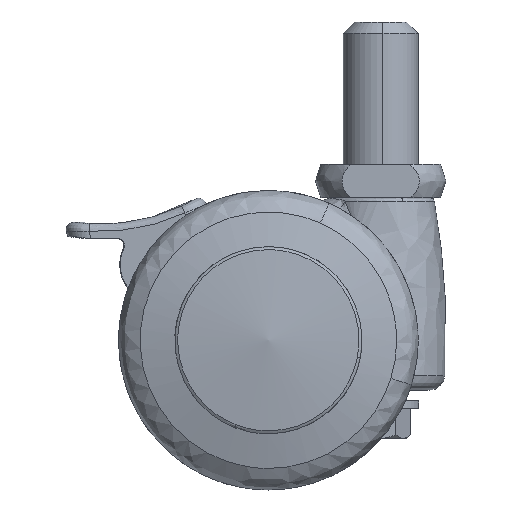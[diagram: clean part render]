
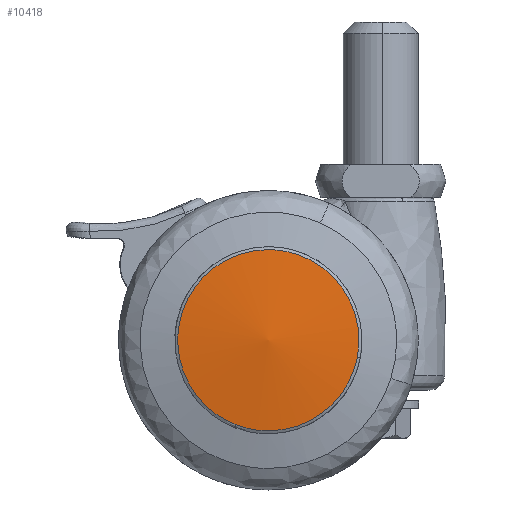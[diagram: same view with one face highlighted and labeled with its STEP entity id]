
A CAD part, front view. The second image highlights one B-rep face of the part: STEP entity #10418.
In plain terms, the highlighted free-form (B-spline) face has degree [2, 2] with [4, 4] control points.
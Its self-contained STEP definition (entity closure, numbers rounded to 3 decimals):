
#8273=CARTESIAN_POINT('',(-4.307,-20.789,-11.307));
#8274=VERTEX_POINT('',#8273);
#8288=CARTESIAN_POINT('',(0.0,-20.789,12.099));
#8289=VERTEX_POINT('',#8288);
#8290=CARTESIAN_POINT('',(0.0,-20.789,12.099));
#8291=CARTESIAN_POINT('',(-12.099,-20.789,12.099));
#8292=CARTESIAN_POINT('',(-12.099,-20.789,0.));
#8293=CARTESIAN_POINT('',(-12.099,-20.789,-8.339));
#8294=CARTESIAN_POINT('',(-4.307,-20.789,-11.307));
#8302=(BOUNDED_CURVE()B_SPLINE_CURVE(2,(#8290,#8291,#8292,#8293,#8294),.UNSPECIFIED.,.F.,.U.)B_SPLINE_CURVE_WITH_KNOTS((3,2,3),(0.0,0.25,0.44),.UNSPECIFIED.)CURVE()GEOMETRIC_REPRESENTATION_ITEM()RATIONAL_B_SPLINE_CURVE((1.0,0.707,1.0,0.778,0.893))REPRESENTATION_ITEM(''));
#8303=EDGE_CURVE('',#8289,#8274,#8302,.T.);
#8305=CARTESIAN_POINT('',(11.885,-20.789,-2.267));
#8306=VERTEX_POINT('',#8305);
#8307=CARTESIAN_POINT('',(11.885,-20.789,-2.267));
#8308=CARTESIAN_POINT('',(12.099,-20.789,-1.144));
#8309=CARTESIAN_POINT('',(12.099,-20.789,0.));
#8310=CARTESIAN_POINT('',(12.099,-20.789,12.099));
#8311=CARTESIAN_POINT('',(0.0,-20.789,12.099));
#8319=(BOUNDED_CURVE()B_SPLINE_CURVE(2,(#8307,#8308,#8309,#8310,#8311),.UNSPECIFIED.,.F.,.U.)B_SPLINE_CURVE_WITH_KNOTS((3,2,3),(0.718,0.75,1.0),.UNSPECIFIED.)CURVE()GEOMETRIC_REPRESENTATION_ITEM()RATIONAL_B_SPLINE_CURVE((0.934,0.962,1.0,0.707,1.0))REPRESENTATION_ITEM(''));
#8320=EDGE_CURVE('',#8306,#8289,#8319,.T.);
#8365=CARTESIAN_POINT('',(0.0,-20.789,-12.099));
#8366=VERTEX_POINT('',#8365);
#8367=CARTESIAN_POINT('',(0.0,-20.789,-12.099));
#8368=CARTESIAN_POINT('',(10.009,-20.789,-12.099));
#8369=CARTESIAN_POINT('',(11.885,-20.789,-2.267));
#8377=(BOUNDED_CURVE()B_SPLINE_CURVE(2,(#8367,#8368,#8369),.UNSPECIFIED.,.F.,.U.)B_SPLINE_CURVE_WITH_KNOTS((3,3),(0.5,0.718),.UNSPECIFIED.)CURVE()GEOMETRIC_REPRESENTATION_ITEM()RATIONAL_B_SPLINE_CURVE((1.0,0.745,0.934))REPRESENTATION_ITEM(''));
#8378=EDGE_CURVE('',#8366,#8306,#8377,.T.);
#8380=CARTESIAN_POINT('',(-4.307,-20.789,-11.307));
#8381=CARTESIAN_POINT('',(-2.226,-20.789,-12.099));
#8382=CARTESIAN_POINT('',(0.0,-20.789,-12.099));
#8390=(BOUNDED_CURVE()B_SPLINE_CURVE(2,(#8380,#8381,#8382),.UNSPECIFIED.,.F.,.U.)B_SPLINE_CURVE_WITH_KNOTS((3,3),(0.44,0.5),.UNSPECIFIED.)CURVE()GEOMETRIC_REPRESENTATION_ITEM()RATIONAL_B_SPLINE_CURVE((0.893,0.929,1.0))REPRESENTATION_ITEM(''));
#8391=EDGE_CURVE('',#8274,#8366,#8390,.T.);
#10388=CARTESIAN_POINT('',(-13.123,-19.111,-13.123));
#10389=CARTESIAN_POINT('',(-6.64,-20.538,-13.28));
#10390=CARTESIAN_POINT('',(6.64,-20.538,-13.28));
#10391=CARTESIAN_POINT('',(13.122,-19.111,-13.123));
#10392=CARTESIAN_POINT('',(-13.28,-20.538,-6.64));
#10393=CARTESIAN_POINT('',(-6.72,-22.,-6.721));
#10394=CARTESIAN_POINT('',(6.72,-22.,-6.721));
#10395=CARTESIAN_POINT('',(13.279,-20.539,-6.64));
#10396=CARTESIAN_POINT('',(-13.28,-20.538,6.64));
#10397=CARTESIAN_POINT('',(-6.72,-22.,6.721));
#10398=CARTESIAN_POINT('',(6.72,-22.,6.721));
#10399=CARTESIAN_POINT('',(13.279,-20.539,6.64));
#10400=CARTESIAN_POINT('',(-13.123,-19.111,13.123));
#10401=CARTESIAN_POINT('',(-6.64,-20.538,13.28));
#10402=CARTESIAN_POINT('',(6.64,-20.538,13.28));
#10403=CARTESIAN_POINT('',(13.122,-19.111,13.123));
#10411=(BOUNDED_SURFACE()B_SPLINE_SURFACE(2,2,((#10388,#10392,#10396,#10400),(#10389,#10393,#10397,#10401),(#10390,#10394,#10398,#10402),(#10391,#10395,#10399,#10403)),.UNSPECIFIED.,.F.,.F.,.U.)B_SPLINE_SURFACE_WITH_KNOTS((3,1,3),(3,1,3),(16.113,29.159,42.204),(16.112,29.159,42.205),.UNSPECIFIED.)GEOMETRIC_REPRESENTATION_ITEM()RATIONAL_B_SPLINE_SURFACE(((1.024,1.012,1.012,1.024),(1.012,1.0,1.0,1.012),(1.012,1.0,1.0,1.012),(1.024,1.012,1.012,1.024)))REPRESENTATION_ITEM('')SURFACE());
#10412=ORIENTED_EDGE('',*,*,#8303,.T.);
#10413=ORIENTED_EDGE('',*,*,#8391,.T.);
#10414=ORIENTED_EDGE('',*,*,#8378,.T.);
#10415=ORIENTED_EDGE('',*,*,#8320,.T.);
#10416=EDGE_LOOP('',(#10412,#10413,#10414,#10415));
#10417=FACE_OUTER_BOUND('',#10416,.T.);
#10418=ADVANCED_FACE('',(#10417),#10411,.T.);
